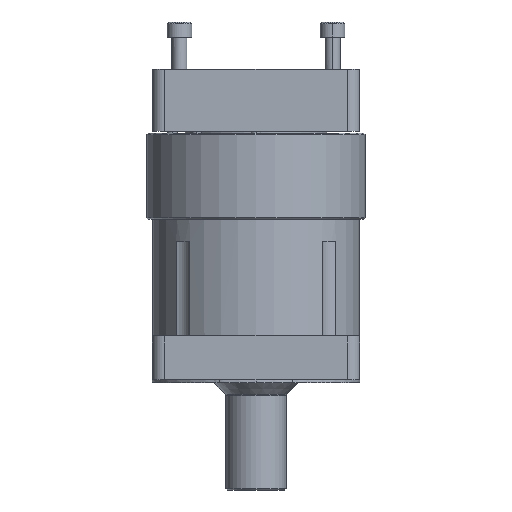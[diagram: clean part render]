
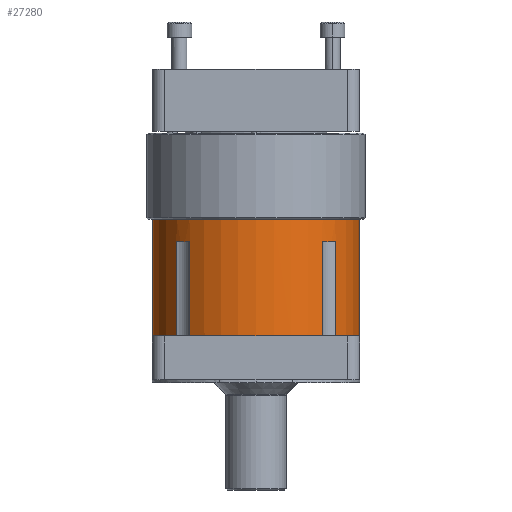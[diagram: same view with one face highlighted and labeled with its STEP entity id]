
A CAD part, front view. The second image highlights one B-rep face of the part: STEP entity #27280.
In plain terms, the highlighted cylindrical face has radius 54.997 mm (diameter 109.995 mm), a partial arc.
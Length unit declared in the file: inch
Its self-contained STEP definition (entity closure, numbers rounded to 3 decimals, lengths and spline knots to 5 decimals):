
#17 = DIRECTION ( 'NONE',  ( 0., 0., -1. ) ) ;
#123 = CARTESIAN_POINT ( 'NONE',  ( 0., 0., 2.8854 ) ) ;
#363 = EDGE_LOOP ( 'NONE', ( #25257, #11704, #2694, #6507, #25105, #19483, #943, #28510, #13795, #20196, #9676, #14075, #9230 ) ) ;
#377 = CARTESIAN_POINT ( 'NONE',  ( 0., 0., 2.8854 ) ) ;
#943 = ORIENTED_EDGE ( 'NONE', *, *, #25144, .T. ) ;
#1106 = VERTEX_POINT ( 'NONE', #12917 ) ;
#1111 = DIRECTION ( 'NONE',  ( 0., 0., 1. ) ) ;
#1411 = AXIS2_PLACEMENT_3D ( 'NONE', #14132, #13980, #18953 ) ;
#1797 = VERTEX_POINT ( 'NONE', #21666 ) ;
#1834 = DIRECTION ( 'NONE',  ( 1., 0., 0. ) ) ;
#2082 = VERTEX_POINT ( 'NONE', #12192 ) ;
#2462 = CARTESIAN_POINT ( 'NONE',  ( -1.66445, -1.38489, 0.9169 ) ) ;
#2501 = EDGE_CURVE ( 'NONE', #3183, #20492, #11125, .T. ) ;
#2694 = ORIENTED_EDGE ( 'NONE', *, *, #6854, .T. ) ;
#2781 = DIRECTION ( 'NONE',  ( 0., 0., 1. ) ) ;
#2857 = EDGE_CURVE ( 'NONE', #19214, #13108, #9672, .T. ) ;
#2941 = CIRCLE ( 'NONE', #23621, 2.16525 ) ;
#3061 = EDGE_CURVE ( 'NONE', #7007, #3183, #2941, .T. ) ;
#3183 = VERTEX_POINT ( 'NONE', #26755 ) ;
#4775 = DIRECTION ( 'NONE',  ( 0., 0., 1. ) ) ;
#5035 = DIRECTION ( 'NONE',  ( 0., 0., 1. ) ) ;
#5185 = CARTESIAN_POINT ( 'NONE',  ( 0., 0., 0.9169 ) ) ;
#5769 = CARTESIAN_POINT ( 'NONE',  ( 0., 0., 0.9169 ) ) ;
#6133 = EDGE_CURVE ( 'NONE', #12583, #20129, #17355, .T. ) ;
#6153 = DIRECTION ( 'NONE',  ( 0., 0., 1. ) ) ;
#6507 = ORIENTED_EDGE ( 'NONE', *, *, #10188, .T. ) ;
#6854 = EDGE_CURVE ( 'NONE', #20129, #2082, #17021, .T. ) ;
#7007 = VERTEX_POINT ( 'NONE', #24557 ) ;
#7389 = AXIS2_PLACEMENT_3D ( 'NONE', #123, #4775, #9139 ) ;
#7518 = DIRECTION ( 'NONE',  ( 0., 0., 1. ) ) ;
#7818 = CARTESIAN_POINT ( 'NONE',  ( 1.38489, -1.66445, 0.9169 ) ) ;
#7873 = CARTESIAN_POINT ( 'NONE',  ( 1.38489, -1.66445, 0.9169 ) ) ;
#8464 = CIRCLE ( 'NONE', #18580, 2.16525 ) ;
#8835 = CIRCLE ( 'NONE', #7389, 2.16525 ) ;
#9139 = DIRECTION ( 'NONE',  ( 1., 0., 0. ) ) ;
#9230 = ORIENTED_EDGE ( 'NONE', *, *, #10753, .T. ) ;
#9672 = LINE ( 'NONE', #7873, #26034 ) ;
#9676 = ORIENTED_EDGE ( 'NONE', *, *, #3061, .T. ) ;
#9983 = AXIS2_PLACEMENT_3D ( 'NONE', #12638, #6153, #10820 ) ;
#10188 = EDGE_CURVE ( 'NONE', #2082, #1106, #23633, .T. ) ;
#10753 = EDGE_CURVE ( 'NONE', #20492, #1797, #11776, .T. ) ;
#10820 = DIRECTION ( 'NONE',  ( 1., 0., 0. ) ) ;
#10964 = FACE_OUTER_BOUND ( 'NONE', #363, .T. ) ;
#11125 = LINE ( 'NONE', #22904, #16441 ) ;
#11267 = VECTOR ( 'NONE', #7518, 39.37008 ) ;
#11287 = DIRECTION ( 'NONE',  ( 0., 0., 1. ) ) ;
#11320 = CARTESIAN_POINT ( 'NONE',  ( 0., 0., 3.35517 ) ) ;
#11431 = DIRECTION ( 'NONE',  ( 0., 0., 1. ) ) ;
#11533 = LINE ( 'NONE', #21023, #14136 ) ;
#11704 = ORIENTED_EDGE ( 'NONE', *, *, #6133, .T. ) ;
#11776 = CIRCLE ( 'NONE', #24769, 2.16525 ) ;
#11958 = DIRECTION ( 'NONE',  ( 1., 0., 0. ) ) ;
#12192 = CARTESIAN_POINT ( 'NONE',  ( -1.66445, -1.38489, 2.8854 ) ) ;
#12194 = CARTESIAN_POINT ( 'NONE',  ( -1.66445, -1.38489, 0.9169 ) ) ;
#12583 = VERTEX_POINT ( 'NONE', #13925 ) ;
#12638 = CARTESIAN_POINT ( 'NONE',  ( 0., 0., 0.9169 ) ) ;
#12869 = DIRECTION ( 'NONE',  ( 1., 0., 0. ) ) ;
#12917 = CARTESIAN_POINT ( 'NONE',  ( -1.38489, -1.66445, 2.8854 ) ) ;
#13108 = VERTEX_POINT ( 'NONE', #20830 ) ;
#13795 = ORIENTED_EDGE ( 'NONE', *, *, #14055, .T. ) ;
#13925 = CARTESIAN_POINT ( 'NONE',  ( -2.16538, 0., 0.9169 ) ) ;
#13980 = DIRECTION ( 'NONE',  ( 0., 0., 1. ) ) ;
#14055 = EDGE_CURVE ( 'NONE', #13108, #16518, #8835, .T. ) ;
#14075 = ORIENTED_EDGE ( 'NONE', *, *, #2501, .T. ) ;
#14132 = CARTESIAN_POINT ( 'NONE',  ( 0., 0., 0.9169 ) ) ;
#14136 = VECTOR ( 'NONE', #25561, 39.37008 ) ;
#16329 = CIRCLE ( 'NONE', #1411, 2.16525 ) ;
#16441 = VECTOR ( 'NONE', #11431, 39.37008 ) ;
#16518 = VERTEX_POINT ( 'NONE', #27314 ) ;
#16939 = CARTESIAN_POINT ( 'NONE',  ( -1.38489, -1.66445, 0.9169 ) ) ;
#17021 = LINE ( 'NONE', #12194, #11267 ) ;
#17240 = DIRECTION ( 'NONE',  ( 0., 0., -1. ) ) ;
#17355 = CIRCLE ( 'NONE', #17836, 2.16525 ) ;
#17836 = AXIS2_PLACEMENT_3D ( 'NONE', #5185, #27202, #12869 ) ;
#18501 = EDGE_CURVE ( 'NONE', #1106, #23053, #19652, .T. ) ;
#18580 = AXIS2_PLACEMENT_3D ( 'NONE', #29535, #11287, #29685 ) ;
#18953 = DIRECTION ( 'NONE',  ( 1., 0., 0. ) ) ;
#19214 = VERTEX_POINT ( 'NONE', #7818 ) ;
#19425 = EDGE_CURVE ( 'NONE', #23053, #19808, #16329, .T. ) ;
#19483 = ORIENTED_EDGE ( 'NONE', *, *, #19425, .T. ) ;
#19652 = LINE ( 'NONE', #16939, #29459 ) ;
#19784 = DIRECTION ( 'NONE',  ( 0., 0., 1. ) ) ;
#19808 = VERTEX_POINT ( 'NONE', #21489 ) ;
#20026 = CYLINDRICAL_SURFACE ( 'NONE', #9983, 2.16525 ) ;
#20129 = VERTEX_POINT ( 'NONE', #2462 ) ;
#20196 = ORIENTED_EDGE ( 'NONE', *, *, #22893, .T. ) ;
#20492 = VERTEX_POINT ( 'NONE', #25647 ) ;
#20830 = CARTESIAN_POINT ( 'NONE',  ( 1.38489, -1.66445, 2.8854 ) ) ;
#21020 = LINE ( 'NONE', #26143, #25950 ) ;
#21023 = CARTESIAN_POINT ( 'NONE',  ( 1.66445, -1.38489, 0.9169 ) ) ;
#21489 = CARTESIAN_POINT ( 'NONE',  ( 0., -2.16538, 0.9169 ) ) ;
#21666 = CARTESIAN_POINT ( 'NONE',  ( -2.16525, 0., 3.35517 ) ) ;
#22893 = EDGE_CURVE ( 'NONE', #16518, #7007, #11533, .T. ) ;
#22904 = CARTESIAN_POINT ( 'NONE',  ( 2.16525, 0., 0.9169 ) ) ;
#23053 = VERTEX_POINT ( 'NONE', #28855 ) ;
#23621 = AXIS2_PLACEMENT_3D ( 'NONE', #5769, #19784, #29295 ) ;
#23633 = CIRCLE ( 'NONE', #27493, 2.16525 ) ;
#24557 = CARTESIAN_POINT ( 'NONE',  ( 1.66445, -1.38489, 0.9169 ) ) ;
#24769 = AXIS2_PLACEMENT_3D ( 'NONE', #11320, #17, #1834 ) ;
#25105 = ORIENTED_EDGE ( 'NONE', *, *, #18501, .T. ) ;
#25144 = EDGE_CURVE ( 'NONE', #19808, #19214, #8464, .T. ) ;
#25257 = ORIENTED_EDGE ( 'NONE', *, *, #29245, .F. ) ;
#25561 = DIRECTION ( 'NONE',  ( 0., 0., -1. ) ) ;
#25647 = CARTESIAN_POINT ( 'NONE',  ( 2.16525, 0., 3.35517 ) ) ;
#25950 = VECTOR ( 'NONE', #5035, 39.37008 ) ;
#26034 = VECTOR ( 'NONE', #1111, 39.37008 ) ;
#26143 = CARTESIAN_POINT ( 'NONE',  ( -2.16525, 0., 0.9169 ) ) ;
#26755 = CARTESIAN_POINT ( 'NONE',  ( 2.16538, 0., 0.9169 ) ) ;
#27202 = DIRECTION ( 'NONE',  ( 0., 0., 1. ) ) ;
#27280 = ADVANCED_FACE ( 'NONE', ( #10964 ), #20026, .T. ) ;
#27314 = CARTESIAN_POINT ( 'NONE',  ( 1.66445, -1.38489, 2.8854 ) ) ;
#27493 = AXIS2_PLACEMENT_3D ( 'NONE', #377, #2781, #11958 ) ;
#28510 = ORIENTED_EDGE ( 'NONE', *, *, #2857, .T. ) ;
#28855 = CARTESIAN_POINT ( 'NONE',  ( -1.38489, -1.66445, 0.9169 ) ) ;
#29245 = EDGE_CURVE ( 'NONE', #12583, #1797, #21020, .T. ) ;
#29295 = DIRECTION ( 'NONE',  ( 1., 0., 0. ) ) ;
#29459 = VECTOR ( 'NONE', #17240, 39.37008 ) ;
#29535 = CARTESIAN_POINT ( 'NONE',  ( 0., 0., 0.9169 ) ) ;
#29685 = DIRECTION ( 'NONE',  ( 1., 0., 0. ) ) ;
